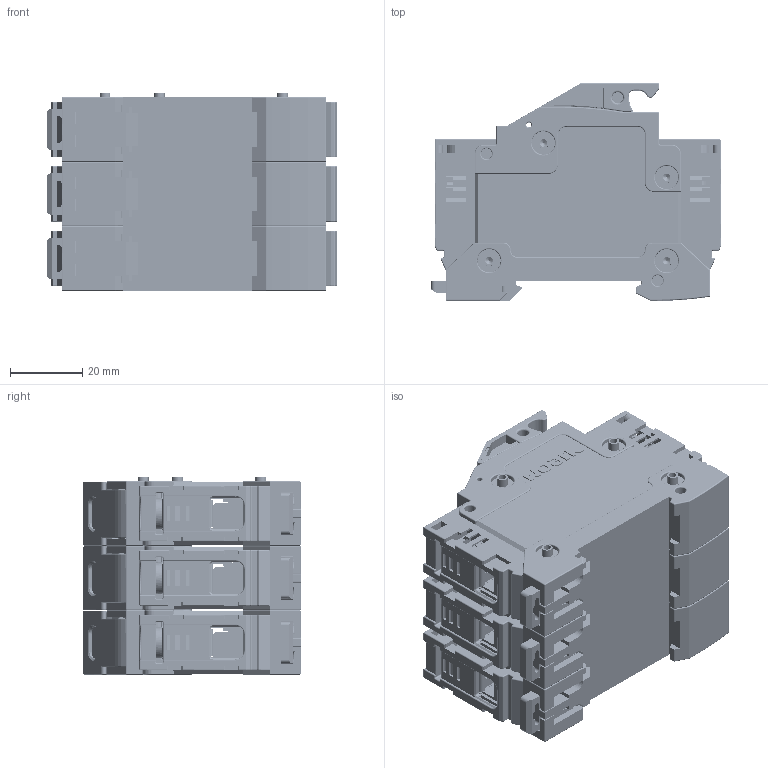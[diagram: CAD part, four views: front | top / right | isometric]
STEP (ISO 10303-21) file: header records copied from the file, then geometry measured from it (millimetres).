
FILE_DESCRIPTION((''),'2;1');
FILE_NAME('F303P_ASM','2022-10-19T15:49:25',('dychenbin'),(''),'CREO PARAMETRIC BY PTC INC, 2020044','CREO PARAMETRIC BY PTC INC, 2020044','');
FILE_SCHEMA(('CONFIG_CONTROL_DESIGN','SHAPE_APPEARANCE_LAYERS_GROUPS'));
Products named in the file (19): 8022RT1601; 8315RT1601; 8100RT1601; 8320F0101001; 8315RT1603; 8557RT1601; 8325RT1601; 5557RT1601_ASM; 8145RT1601; 8574TJ1601; 8900TJ1606; 5558RT1601_ASM; 8967RT16011; 8271RT1601; F301P_ASM; 8967RT16012; F302P_ASM; 8967RT16013; F303P_ASM
Assembly tree (48 placements, depth 6):
  F303P_ASM
    8022RT1601
    8315RT1601
    8100RT1601
    8320F0101001
    8315RT1603
    5558RT1601_ASM  x2
      5557RT1601_ASM
        8557RT1601
        8325RT1601
      8145RT1601
      8574TJ1601
      8900TJ1606
    8967RT16011  x4
    8271RT1601
    F302P_ASM
      8022RT1601
      8315RT1601
      8100RT1601
      8320F0101001
      8315RT1603
      5558RT1601_ASM  x2
        5557RT1601_ASM
          8557RT1601
          8325RT1601
        8145RT1601
        8574TJ1601
        8900TJ1606
      8271RT1601
      F301P_ASM
        8022RT1601
        8315RT1601
        8100RT1601
        8320F0101001
        8315RT1603
        5558RT1601_ASM  x2
          5557RT1601_ASM
            8557RT1601
            8325RT1601
          8145RT1601
          8574TJ1601
          8900TJ1606
        8967RT16011  x4
        8271RT1601
      8967RT16012  x4
    8967RT16013  x4
Bounding box: 80 x 60 x 54.5 mm (x, y, z)
Volume: 64719 mm3; surface area: 109057.6 mm2
Topology: 64 solids, 92 shells, 9581 faces, 23769 edges, 14452 vertices
Faces by surface type: plane 6031, cylinder 2309, torus 522, sphere 270, extrusion 186, cone 146, bspline 117
Entity records: 124600 total; most frequent: CARTESIAN_POINT 19993, DIRECTION 14472, ORIENTED_EDGE 14364, PRESENTATION_STYLE_ASSIGNMENT 9024, STYLED_ITEM 8925, EDGE_CURVE 7192, CURVE_STYLE 7116, VECTOR 5206
